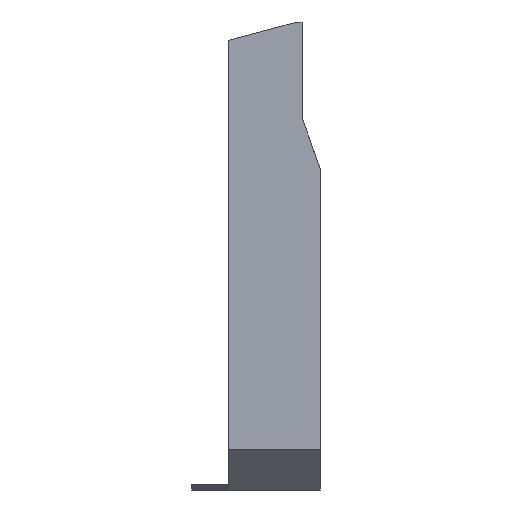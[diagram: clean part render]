
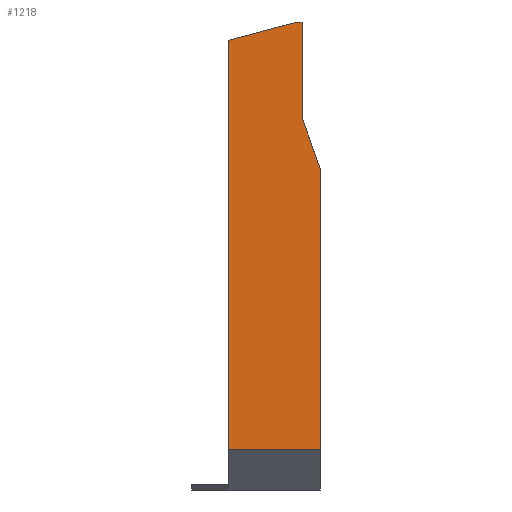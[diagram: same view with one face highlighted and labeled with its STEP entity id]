
A CAD part, left-side view. The second image highlights one B-rep face of the part: STEP entity #1218.
In plain terms, the highlighted planar face has unit normal (-1, 0, 0).
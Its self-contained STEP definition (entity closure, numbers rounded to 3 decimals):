
#19 = DIRECTION ( 'NONE',  ( 0., 0., 1. ) ) ;
#36 = EDGE_CURVE ( 'NONE', #349, #773, #460, .T. ) ;
#73 = VECTOR ( 'NONE', #442, 1000. ) ;
#74 = ORIENTED_EDGE ( 'NONE', *, *, #1222, .T. ) ;
#184 = ORIENTED_EDGE ( 'NONE', *, *, #1712, .F. ) ;
#257 = LINE ( 'NONE', #800, #581 ) ;
#274 = VECTOR ( 'NONE', #1627, 1000. ) ;
#275 = DIRECTION ( 'NONE',  ( 0., 0., 1. ) ) ;
#292 = VECTOR ( 'NONE', #19, 1000. ) ;
#293 = DIRECTION ( 'NONE',  ( 0., 0., 1. ) ) ;
#349 = VERTEX_POINT ( 'NONE', #708 ) ;
#404 = CARTESIAN_POINT ( 'NONE',  ( -62., -11.103, 6.912 ) ) ;
#407 = DIRECTION ( 'NONE',  ( -1., 0., 0. ) ) ;
#414 = LINE ( 'NONE', #1208, #274 ) ;
#428 = CARTESIAN_POINT ( 'NONE',  ( -62., 5., 52. ) ) ;
#442 = DIRECTION ( 'NONE',  ( 0., 1., 0. ) ) ;
#460 = LINE ( 'NONE', #1377, #292 ) ;
#499 = VECTOR ( 'NONE', #916, 1000. ) ;
#513 = DIRECTION ( 'NONE',  ( 0., 1., 0. ) ) ;
#546 = EDGE_CURVE ( 'NONE', #733, #1030, #1238, .T. ) ;
#557 = EDGE_CURVE ( 'NONE', #733, #349, #988, .T. ) ;
#559 = AXIS2_PLACEMENT_3D ( 'NONE', #1214, #407, #955 ) ;
#581 = VECTOR ( 'NONE', #513, 1000. ) ;
#585 = ORIENTED_EDGE ( 'NONE', *, *, #36, .F. ) ;
#644 = VERTEX_POINT ( 'NONE', #1470 ) ;
#708 = CARTESIAN_POINT ( 'NONE',  ( -62., 25., -38. ) ) ;
#733 = VERTEX_POINT ( 'NONE', #1336 ) ;
#773 = VERTEX_POINT ( 'NONE', #1698 ) ;
#800 = CARTESIAN_POINT ( 'NONE',  ( -62., 7.5, 78. ) ) ;
#815 = CARTESIAN_POINT ( 'NONE',  ( -62., 6.34, 78. ) ) ;
#856 = VERTEX_POINT ( 'NONE', #815 ) ;
#916 = DIRECTION ( 'NONE',  ( 0., -0.336, -0.942 ) ) ;
#955 = DIRECTION ( 'NONE',  ( 0., 0., 1. ) ) ;
#963 = FACE_OUTER_BOUND ( 'NONE', #1374, .T. ) ;
#988 = LINE ( 'NONE', #1645, #73 ) ;
#1030 = VERTEX_POINT ( 'NONE', #1451 ) ;
#1036 = EDGE_CURVE ( 'NONE', #1244, #856, #257, .T. ) ;
#1091 = PLANE ( 'NONE',  #559 ) ;
#1109 = CARTESIAN_POINT ( 'NONE',  ( -62., 0., -40. ) ) ;
#1139 = ORIENTED_EDGE ( 'NONE', *, *, #546, .T. ) ;
#1164 = EDGE_CURVE ( 'NONE', #773, #856, #414, .T. ) ;
#1179 = ORIENTED_EDGE ( 'NONE', *, *, #1164, .F. ) ;
#1208 = CARTESIAN_POINT ( 'NONE',  ( -62., 22.797, 73.59 ) ) ;
#1214 = CARTESIAN_POINT ( 'NONE',  ( -62., 0., -40. ) ) ;
#1218 = ADVANCED_FACE ( 'NONE', ( #963 ), #1091, .T. ) ;
#1222 = EDGE_CURVE ( 'NONE', #644, #1244, #1494, .T. ) ;
#1238 = LINE ( 'NONE', #1109, #1462 ) ;
#1244 = VERTEX_POINT ( 'NONE', #1510 ) ;
#1287 = ORIENTED_EDGE ( 'NONE', *, *, #1036, .T. ) ;
#1336 = CARTESIAN_POINT ( 'NONE',  ( -62., 0., -38. ) ) ;
#1374 = EDGE_LOOP ( 'NONE', ( #1179, #585, #1412, #1139, #184, #74, #1287 ) ) ;
#1377 = CARTESIAN_POINT ( 'NONE',  ( -62., 25., -40. ) ) ;
#1412 = ORIENTED_EDGE ( 'NONE', *, *, #557, .F. ) ;
#1451 = CARTESIAN_POINT ( 'NONE',  ( -62., 0., 38. ) ) ;
#1462 = VECTOR ( 'NONE', #275, 1000. ) ;
#1469 = LINE ( 'NONE', #404, #499 ) ;
#1470 = CARTESIAN_POINT ( 'NONE',  ( -62., 5., 52. ) ) ;
#1487 = VECTOR ( 'NONE', #293, 1000. ) ;
#1494 = LINE ( 'NONE', #428, #1487 ) ;
#1510 = CARTESIAN_POINT ( 'NONE',  ( -62., 5., 78. ) ) ;
#1627 = DIRECTION ( 'NONE',  ( 0., -0.966, 0.259 ) ) ;
#1645 = CARTESIAN_POINT ( 'NONE',  ( -62., 0., -38. ) ) ;
#1698 = CARTESIAN_POINT ( 'NONE',  ( -62., 25., 73. ) ) ;
#1712 = EDGE_CURVE ( 'NONE', #644, #1030, #1469, .T. ) ;
